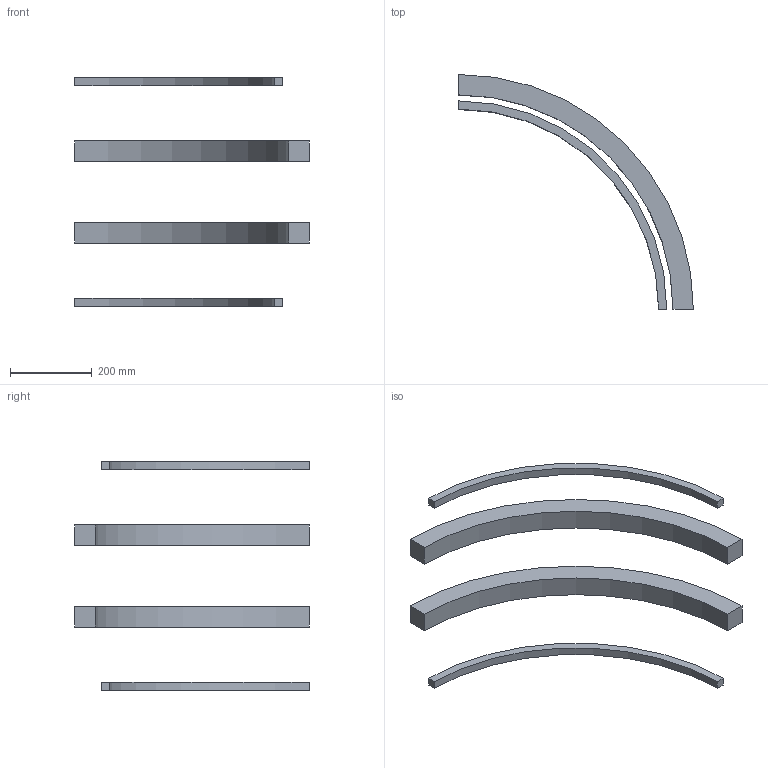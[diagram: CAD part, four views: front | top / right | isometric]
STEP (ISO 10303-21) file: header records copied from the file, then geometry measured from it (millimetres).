
FILE_DESCRIPTION(('Open CASCADE Model'),'2;1');
FILE_NAME('Open CASCADE Shape Model','2021-06-09T00:13:21',('Author'),( 'Open CASCADE'),'Open CASCADE STEP processor 7.5','Open CASCADE 7.5' ,'Unknown');
FILE_SCHEMA(('AUTOMOTIVE_DESIGN { 1 0 10303 214 1 1 1 1 }'));
Length unit declared in the file: millimetre
Products named in the file (5): CQ assembly; pf_coil; pf_coil_part; 1e36a096-c8af-11eb-820f-7085c2b1c2e1; 1e36a096-c8af-11eb-820f-7085c2b1c2e1_part
Assembly tree (4 placements, depth 4):
  CQ assembly
    pf_coil
      pf_coil_part
      1e36a096-c8af-11eb-820f-7085c2b1c2e1
        1e36a096-c8af-11eb-820f-7085c2b1c2e1_part
Bounding box: 575 x 575 x 560 mm (x, y, z)
Volume: 4948008.4 mm3; surface area: 482838.9 mm2
Topology: 4 solids, 4 shells, 24 faces, 48 edges, 32 vertices
Faces by surface type: plane 16, cylinder 8
Entity records: 1358 total; most frequent: DIRECTION 218, CARTESIAN_POINT 205, LINE 112, VECTOR 112, ORIENTED_EDGE 96, PCURVE 96, DEFINITIONAL_REPRESENTATION 96, EDGE_CURVE 48
